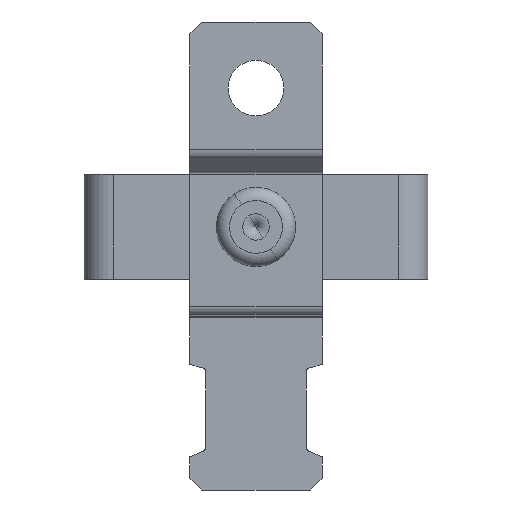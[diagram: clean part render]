
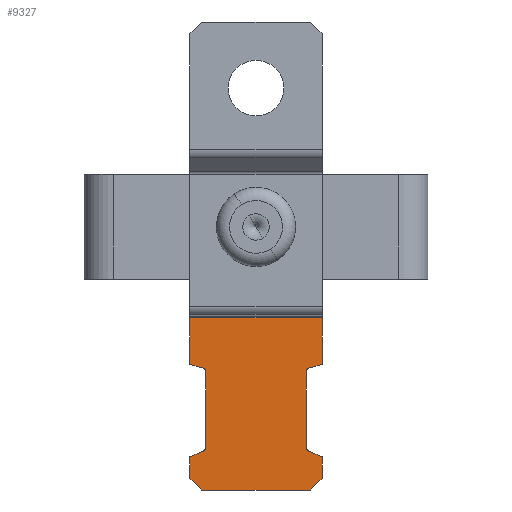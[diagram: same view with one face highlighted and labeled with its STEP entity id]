
A CAD part, front view. The second image highlights one B-rep face of the part: STEP entity #9327.
In plain terms, the highlighted planar face has unit normal (0, -1, 0).
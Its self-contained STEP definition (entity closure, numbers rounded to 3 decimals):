
#50 = DIRECTION ( 'NONE',  ( -0.707, 0., -0.707 ) ) ;
#133 = EDGE_CURVE ( 'NONE', #7519, #8001, #5471, .T. ) ;
#243 = LINE ( 'NONE', #304, #7802 ) ;
#304 = CARTESIAN_POINT ( 'NONE',  ( -25.627, 7.597, 5.949 ) ) ;
#327 = EDGE_CURVE ( 'NONE', #4902, #5868, #4060, .T. ) ;
#344 = ORIENTED_EDGE ( 'NONE', *, *, #5325, .T. ) ;
#352 = CARTESIAN_POINT ( 'NONE',  ( -26.467, 7.597, 3.8 ) ) ;
#373 = DIRECTION ( 'NONE',  ( -1., 0., 0. ) ) ;
#405 = CARTESIAN_POINT ( 'NONE',  ( -25.9, 7.597, 5. ) ) ;
#525 = VECTOR ( 'NONE', #10964, 1000. ) ;
#592 = VERTEX_POINT ( 'NONE', #7656 ) ;
#689 = EDGE_CURVE ( 'NONE', #592, #7778, #5581, .T. ) ;
#717 = CARTESIAN_POINT ( 'NONE',  ( -26.189, 7.597, 3.997 ) ) ;
#770 = CARTESIAN_POINT ( 'NONE',  ( -22.37, 7.597, 5. ) ) ;
#791 = AXIS2_PLACEMENT_3D ( 'NONE', #3296, #3022, #373 ) ;
#1077 = CARTESIAN_POINT ( 'NONE',  ( -22.33, 7.597, -5. ) ) ;
#1140 = CARTESIAN_POINT ( 'NONE',  ( -34.5, 7.597, 5. ) ) ;
#1178 = DIRECTION ( 'NONE',  ( 0.277, 0., -0.961 ) ) ;
#1222 = AXIS2_PLACEMENT_3D ( 'NONE', #3942, #10334, #11038 ) ;
#1426 = CARTESIAN_POINT ( 'NONE',  ( -32.173, 7.597, 4.1 ) ) ;
#1532 = VECTOR ( 'NONE', #4386, 1000. ) ;
#1626 = CIRCLE ( 'NONE', #7917, 0.3 ) ;
#1681 = VECTOR ( 'NONE', #50, 1000. ) ;
#2018 = ORIENTED_EDGE ( 'NONE', *, *, #11028, .T. ) ;
#2040 = EDGE_CURVE ( 'NONE', #8001, #9503, #9876, .T. ) ;
#2136 = VERTEX_POINT ( 'NONE', #717 ) ;
#2205 = CARTESIAN_POINT ( 'NONE',  ( -22.33, 7.597, 5. ) ) ;
#2389 = EDGE_CURVE ( 'NONE', #4950, #2570, #11375, .T. ) ;
#2430 = CARTESIAN_POINT ( 'NONE',  ( -25.9, 7.597, -5. ) ) ;
#2469 = VECTOR ( 'NONE', #2472, 1000. ) ;
#2472 = DIRECTION ( 'NONE',  ( 0., 0., -1. ) ) ;
#2570 = VERTEX_POINT ( 'NONE', #5096 ) ;
#2631 = CIRCLE ( 'NONE', #9753, 0.3 ) ;
#2651 = EDGE_CURVE ( 'NONE', #9503, #5868, #8123, .T. ) ;
#2894 = CARTESIAN_POINT ( 'NONE',  ( -32.455, 7.597, -3.997 ) ) ;
#2943 = ORIENTED_EDGE ( 'NONE', *, *, #9793, .T. ) ;
#3008 = CARTESIAN_POINT ( 'NONE',  ( -26.47, 7.597, -4.1 ) ) ;
#3022 = DIRECTION ( 'NONE',  ( 0., 1., 0. ) ) ;
#3050 = CARTESIAN_POINT ( 'NONE',  ( -22.37, 7.597, 5. ) ) ;
#3115 = VERTEX_POINT ( 'NONE', #6621 ) ;
#3267 = DIRECTION ( 'NONE',  ( -1., 0., 0. ) ) ;
#3281 = VECTOR ( 'NONE', #10386, 1000. ) ;
#3296 = CARTESIAN_POINT ( 'NONE',  ( -22.33, 7.597, 5. ) ) ;
#3297 = CARTESIAN_POINT ( 'NONE',  ( -31.159, 7.597, 1.079 ) ) ;
#3303 = LINE ( 'NONE', #4527, #5166 ) ;
#3691 = CARTESIAN_POINT ( 'NONE',  ( -22.33, 7.597, -5. ) ) ;
#3895 = EDGE_CURVE ( 'NONE', #4902, #8419, #9598, .T. ) ;
#3942 = CARTESIAN_POINT ( 'NONE',  ( -26.47, 7.597, 4.1 ) ) ;
#4060 = LINE ( 'NONE', #8894, #525 ) ;
#4270 = VECTOR ( 'NONE', #1178, 1000. ) ;
#4336 = VERTEX_POINT ( 'NONE', #2430 ) ;
#4386 = DIRECTION ( 'NONE',  ( 1., 0., 0. ) ) ;
#4527 = CARTESIAN_POINT ( 'NONE',  ( -34.5, 7.597, -5. ) ) ;
#4807 = CARTESIAN_POINT ( 'NONE',  ( -34.5, 7.597, -5. ) ) ;
#4902 = VERTEX_POINT ( 'NONE', #1140 ) ;
#4950 = VERTEX_POINT ( 'NONE', #3050 ) ;
#5096 = CARTESIAN_POINT ( 'NONE',  ( -22.37, 7.597, -5. ) ) ;
#5139 = EDGE_CURVE ( 'NONE', #10531, #9259, #3303, .T. ) ;
#5166 = VECTOR ( 'NONE', #8384, 1000. ) ;
#5270 = CIRCLE ( 'NONE', #1222, 0.3 ) ;
#5325 = EDGE_CURVE ( 'NONE', #8657, #2136, #243, .T. ) ;
#5357 = ORIENTED_EDGE ( 'NONE', *, *, #2651, .T. ) ;
#5403 = VECTOR ( 'NONE', #8845, 1000. ) ;
#5419 = ORIENTED_EDGE ( 'NONE', *, *, #9698, .T. ) ;
#5471 = LINE ( 'NONE', #12192, #9652 ) ;
#5581 = LINE ( 'NONE', #10335, #1532 ) ;
#5856 = CARTESIAN_POINT ( 'NONE',  ( -35.4, 7.597, 4.1 ) ) ;
#5868 = VERTEX_POINT ( 'NONE', #9088 ) ;
#5892 = EDGE_LOOP ( 'NONE', ( #11344, #344, #5419, #11823, #8945, #5357, #10475, #7105, #8059, #6013, #2018, #9190, #2943, #9810, #11501, #11193, #7752, #6999 ) ) ;
#6011 = DIRECTION ( 'NONE',  ( 0., 1., 0. ) ) ;
#6013 = ORIENTED_EDGE ( 'NONE', *, *, #5139, .T. ) ;
#6080 = DIRECTION ( 'NONE',  ( 1., 0., 0. ) ) ;
#6318 = DIRECTION ( 'NONE',  ( 0., 1., 0. ) ) ;
#6515 = LINE ( 'NONE', #9193, #3281 ) ;
#6621 = CARTESIAN_POINT ( 'NONE',  ( -32.9, 7.597, -5. ) ) ;
#6655 = EDGE_CURVE ( 'NONE', #3115, #8269, #6515, .T. ) ;
#6685 = DIRECTION ( 'NONE',  ( -1., 0., 0. ) ) ;
#6824 = CARTESIAN_POINT ( 'NONE',  ( -26.189, 7.597, -3.997 ) ) ;
#6880 = DIRECTION ( 'NONE',  ( 0., 1., 0. ) ) ;
#6890 = EDGE_CURVE ( 'NONE', #8419, #10531, #8174, .T. ) ;
#6999 = ORIENTED_EDGE ( 'NONE', *, *, #2389, .F. ) ;
#7076 = LINE ( 'NONE', #10947, #4270 ) ;
#7105 = ORIENTED_EDGE ( 'NONE', *, *, #3895, .T. ) ;
#7208 = VERTEX_POINT ( 'NONE', #6824 ) ;
#7234 = PLANE ( 'NONE',  #791 ) ;
#7519 = VERTEX_POINT ( 'NONE', #352 ) ;
#7639 = CARTESIAN_POINT ( 'NONE',  ( -26.467, 7.597, -3.8 ) ) ;
#7656 = CARTESIAN_POINT ( 'NONE',  ( -32.173, 7.597, -3.8 ) ) ;
#7752 = ORIENTED_EDGE ( 'NONE', *, *, #12439, .T. ) ;
#7778 = VERTEX_POINT ( 'NONE', #7639 ) ;
#7802 = VECTOR ( 'NONE', #11813, 1000. ) ;
#7917 = AXIS2_PLACEMENT_3D ( 'NONE', #3008, #6880, #6685 ) ;
#8001 = VERTEX_POINT ( 'NONE', #8941 ) ;
#8017 = CARTESIAN_POINT ( 'NONE',  ( -32.173, 7.597, -4.1 ) ) ;
#8036 = EDGE_CURVE ( 'NONE', #8657, #4950, #10898, .T. ) ;
#8059 = ORIENTED_EDGE ( 'NONE', *, *, #6890, .T. ) ;
#8078 = DIRECTION ( 'NONE',  ( -1., 0., 0. ) ) ;
#8123 = LINE ( 'NONE', #3297, #8872 ) ;
#8174 = LINE ( 'NONE', #12057, #2469 ) ;
#8269 = VERTEX_POINT ( 'NONE', #2894 ) ;
#8384 = DIRECTION ( 'NONE',  ( 0.707, 0., -0.707 ) ) ;
#8419 = VERTEX_POINT ( 'NONE', #12207 ) ;
#8448 = CARTESIAN_POINT ( 'NONE',  ( -35.4, 7.597, -4.1 ) ) ;
#8452 = VECTOR ( 'NONE', #10303, 1000. ) ;
#8517 = DIRECTION ( 'NONE',  ( -1., 0., 0. ) ) ;
#8593 = LINE ( 'NONE', #3691, #10098 ) ;
#8657 = VERTEX_POINT ( 'NONE', #405 ) ;
#8665 = DIRECTION ( 'NONE',  ( 1., 0., 0. ) ) ;
#8695 = AXIS2_PLACEMENT_3D ( 'NONE', #1426, #6318, #3267 ) ;
#8845 = DIRECTION ( 'NONE',  ( 1., 0., 0. ) ) ;
#8872 = VECTOR ( 'NONE', #11057, 1000. ) ;
#8894 = CARTESIAN_POINT ( 'NONE',  ( -22.33, 7.597, 5. ) ) ;
#8941 = CARTESIAN_POINT ( 'NONE',  ( -32.173, 7.597, 3.8 ) ) ;
#8945 = ORIENTED_EDGE ( 'NONE', *, *, #2040, .T. ) ;
#9088 = CARTESIAN_POINT ( 'NONE',  ( -32.9, 7.597, 5. ) ) ;
#9190 = ORIENTED_EDGE ( 'NONE', *, *, #6655, .T. ) ;
#9193 = CARTESIAN_POINT ( 'NONE',  ( -27.45, 7.597, 7.274 ) ) ;
#9259 = VERTEX_POINT ( 'NONE', #4807 ) ;
#9327 = ADVANCED_FACE ( 'NONE', ( #9986 ), #7234, .F. ) ;
#9503 = VERTEX_POINT ( 'NONE', #11498 ) ;
#9598 = LINE ( 'NONE', #5856, #1681 ) ;
#9652 = VECTOR ( 'NONE', #8517, 1000. ) ;
#9698 = EDGE_CURVE ( 'NONE', #2136, #7519, #5270, .T. ) ;
#9753 = AXIS2_PLACEMENT_3D ( 'NONE', #8017, #6011, #8078 ) ;
#9793 = EDGE_CURVE ( 'NONE', #8269, #592, #2631, .T. ) ;
#9794 = LINE ( 'NONE', #1077, #5403 ) ;
#9799 = EDGE_CURVE ( 'NONE', #7208, #4336, #7076, .T. ) ;
#9810 = ORIENTED_EDGE ( 'NONE', *, *, #689, .T. ) ;
#9876 = CIRCLE ( 'NONE', #8695, 0.3 ) ;
#9920 = EDGE_CURVE ( 'NONE', #7778, #7208, #1626, .T. ) ;
#9986 = FACE_OUTER_BOUND ( 'NONE', #5892, .T. ) ;
#10098 = VECTOR ( 'NONE', #8665, 1000. ) ;
#10303 = DIRECTION ( 'NONE',  ( 0., 0., -1. ) ) ;
#10334 = DIRECTION ( 'NONE',  ( 0., 1., 0. ) ) ;
#10335 = CARTESIAN_POINT ( 'NONE',  ( -22.33, 7.597, -3.8 ) ) ;
#10386 = DIRECTION ( 'NONE',  ( 0.406, 0., 0.914 ) ) ;
#10475 = ORIENTED_EDGE ( 'NONE', *, *, #327, .F. ) ;
#10531 = VERTEX_POINT ( 'NONE', #8448 ) ;
#10838 = VECTOR ( 'NONE', #6080, 1000. ) ;
#10898 = LINE ( 'NONE', #2205, #10838 ) ;
#10947 = CARTESIAN_POINT ( 'NONE',  ( -28.285, 7.597, 3.286 ) ) ;
#10964 = DIRECTION ( 'NONE',  ( 1., 0., 0. ) ) ;
#11028 = EDGE_CURVE ( 'NONE', #9259, #3115, #8593, .T. ) ;
#11038 = DIRECTION ( 'NONE',  ( -1., 0., 0. ) ) ;
#11057 = DIRECTION ( 'NONE',  ( -0.406, 0., 0.914 ) ) ;
#11193 = ORIENTED_EDGE ( 'NONE', *, *, #9799, .T. ) ;
#11344 = ORIENTED_EDGE ( 'NONE', *, *, #8036, .F. ) ;
#11375 = LINE ( 'NONE', #770, #8452 ) ;
#11498 = CARTESIAN_POINT ( 'NONE',  ( -32.455, 7.597, 3.997 ) ) ;
#11501 = ORIENTED_EDGE ( 'NONE', *, *, #9920, .T. ) ;
#11813 = DIRECTION ( 'NONE',  ( -0.277, 0., -0.961 ) ) ;
#11823 = ORIENTED_EDGE ( 'NONE', *, *, #133, .T. ) ;
#12057 = CARTESIAN_POINT ( 'NONE',  ( -35.4, 7.597, 5. ) ) ;
#12192 = CARTESIAN_POINT ( 'NONE',  ( -22.33, 7.597, 3.8 ) ) ;
#12207 = CARTESIAN_POINT ( 'NONE',  ( -35.4, 7.597, 4.1 ) ) ;
#12439 = EDGE_CURVE ( 'NONE', #4336, #2570, #9794, .T. ) ;
